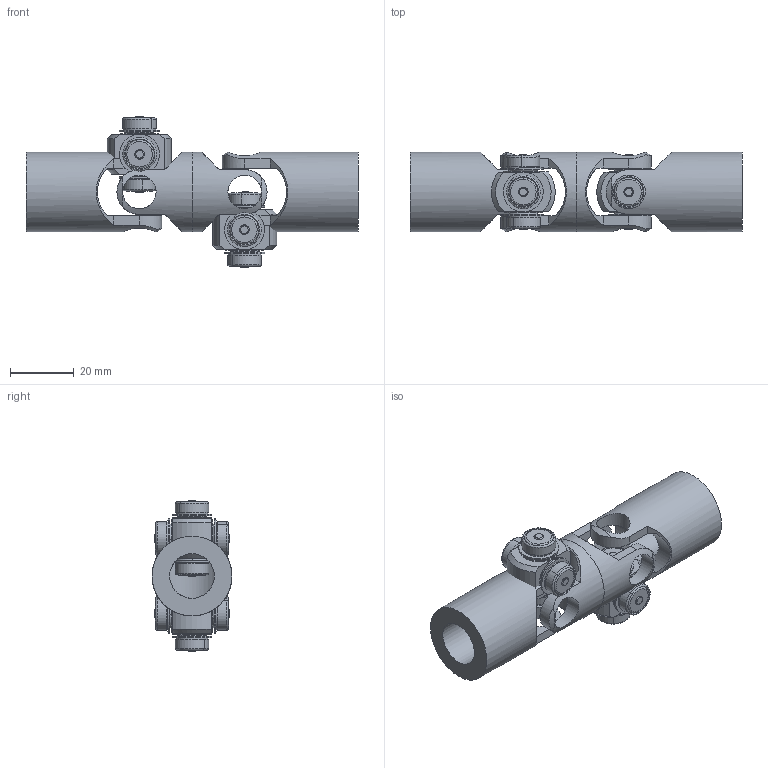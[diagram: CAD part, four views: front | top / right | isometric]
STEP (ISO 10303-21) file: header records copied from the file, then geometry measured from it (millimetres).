
FILE_DESCRIPTION(/* description */ ('Alibre Inc.'),/* implementation_level */ '2;1');
FILE_NAME(/* name */ 'export0',/* time_stamp */ '2012-08-13T16:09:44+02:00',/* author */ (''),/* organization */ (''),/* preprocessor_version */ 'ST-DEVELOPER v12',/* originating_system */ 'Alibre',/* authorisation */ '');
FILE_SCHEMA (('CONFIG_CONTROL_DESIGN'));
Length unit declared in the file: centimetre
Products named in the file (5): ID_1
Bounding box: 104 x 25 x 47.24 mm (x, y, z)
Volume: 33361.8 mm3; surface area: 22679.8 mm2
Topology: 22 solids, 22 shells, 402 faces, 896 edges, 570 vertices
Faces by surface type: cylinder 158, plane 116, cone 64, torus 64
Full cylindrical faces by diameter (mm): 10.5 x8, 14 x2, 25 x4
Entity records: 6878 total; most frequent: CARTESIAN_POINT 1516, DIRECTION 1011, ORIENTED_EDGE 946, AXIS2_PLACEMENT_3D 477, EDGE_CURVE 473, VERTEX_POINT 307, EDGE_LOOP 278, FACE_BOUND 278
